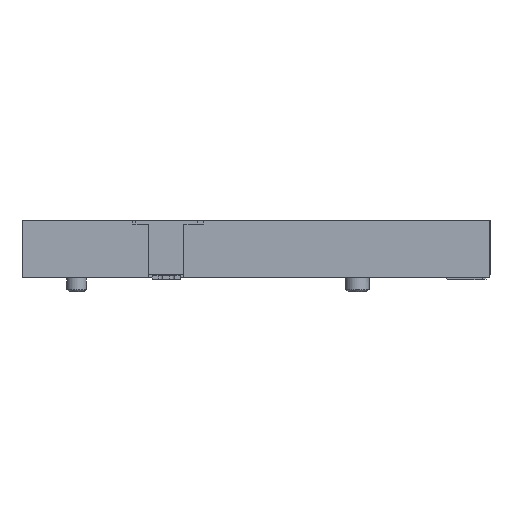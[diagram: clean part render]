
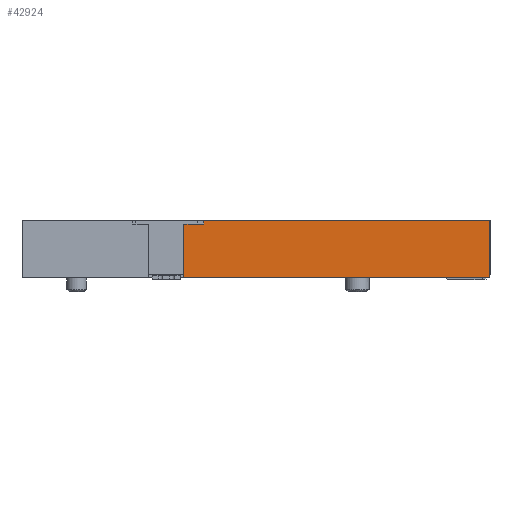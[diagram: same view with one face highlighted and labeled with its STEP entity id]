
A CAD part, left-side view. The second image highlights one B-rep face of the part: STEP entity #42924.
In plain terms, the highlighted planar face has unit normal (-1, 0, 0).
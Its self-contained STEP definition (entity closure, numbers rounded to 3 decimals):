
#7832=ORIENTED_EDGE('',*,*,#12560,.F.);
#7833=ORIENTED_EDGE('',*,*,#12529,.T.);
#7834=ORIENTED_EDGE('',*,*,#12526,.T.);
#7835=ORIENTED_EDGE('',*,*,#13435,.T.);
#7836=ORIENTED_EDGE('',*,*,#13436,.T.);
#7837=ORIENTED_EDGE('',*,*,#13437,.F.);
#12526=EDGE_CURVE('',#16087,#16088,#19107,.T.);
#12529=EDGE_CURVE('',#16089,#16087,#19110,.T.);
#12560=EDGE_CURVE('',#16089,#16108,#19139,.T.);
#13435=EDGE_CURVE('',#16088,#16556,#20009,.T.);
#13436=EDGE_CURVE('',#16556,#16557,#20010,.T.);
#13437=EDGE_CURVE('',#16108,#16557,#20011,.T.);
#16087=VERTEX_POINT('',#59679);
#16088=VERTEX_POINT('',#59680);
#16089=VERTEX_POINT('',#59685);
#16108=VERTEX_POINT('',#59749);
#16556=VERTEX_POINT('',#61501);
#16557=VERTEX_POINT('',#61505);
#19107=LINE('',#59678,#22854);
#19110=LINE('',#59684,#22857);
#19139=LINE('',#59751,#22886);
#20009=LINE('',#61502,#23756);
#20010=LINE('',#61504,#23757);
#20011=LINE('',#61506,#23758);
#22854=VECTOR('',#50867,1000.);
#22857=VECTOR('',#50872,1000.);
#22886=VECTOR('',#50927,1000.);
#23756=VECTOR('',#52663,1000.);
#23757=VECTOR('',#52666,1000.);
#23758=VECTOR('',#52667,1000.);
#25873=EDGE_LOOP('',(#7832,#7833,#7834,#7835,#7836,#7837));
#27706=FACE_BOUND('',#25873,.T.);
#29222=PLANE('',#45265);
#42924=ADVANCED_FACE('',(#27706),#29222,.F.);
#45265=AXIS2_PLACEMENT_3D('',#61503,#52664,#52665);
#50867=DIRECTION('',(0.,0.,-1.));
#50872=DIRECTION('',(0.,1.,0.));
#50927=DIRECTION('',(0.,0.,1.));
#52663=DIRECTION('',(0.,-1.,0.));
#52664=DIRECTION('',(1.,0.,0.));
#52665=DIRECTION('',(0.,0.,-1.));
#52666=DIRECTION('',(0.,0.,1.));
#52667=DIRECTION('',(0.,-1.,0.));
#59678=CARTESIAN_POINT('',(-24.,19.625,-1.9));
#59679=CARTESIAN_POINT('',(-24.,19.625,1.65));
#59680=CARTESIAN_POINT('',(-24.,19.625,-1.8));
#59684=CARTESIAN_POINT('',(-24.,19.375,1.65));
#59685=CARTESIAN_POINT('',(-24.,18.35,1.65));
#59749=CARTESIAN_POINT('',(-24.,18.35,1.9));
#59751=CARTESIAN_POINT('',(-24.,18.35,1.65));
#61501=CARTESIAN_POINT('',(-24.,0.,-1.8));
#61502=CARTESIAN_POINT('',(-24.,30.,-1.8));
#61503=CARTESIAN_POINT('',(-24.,30.,-1.9));
#61504=CARTESIAN_POINT('',(-24.,0.,-1.9));
#61505=CARTESIAN_POINT('',(-24.,0.,1.9));
#61506=CARTESIAN_POINT('',(-24.,30.,1.9));
